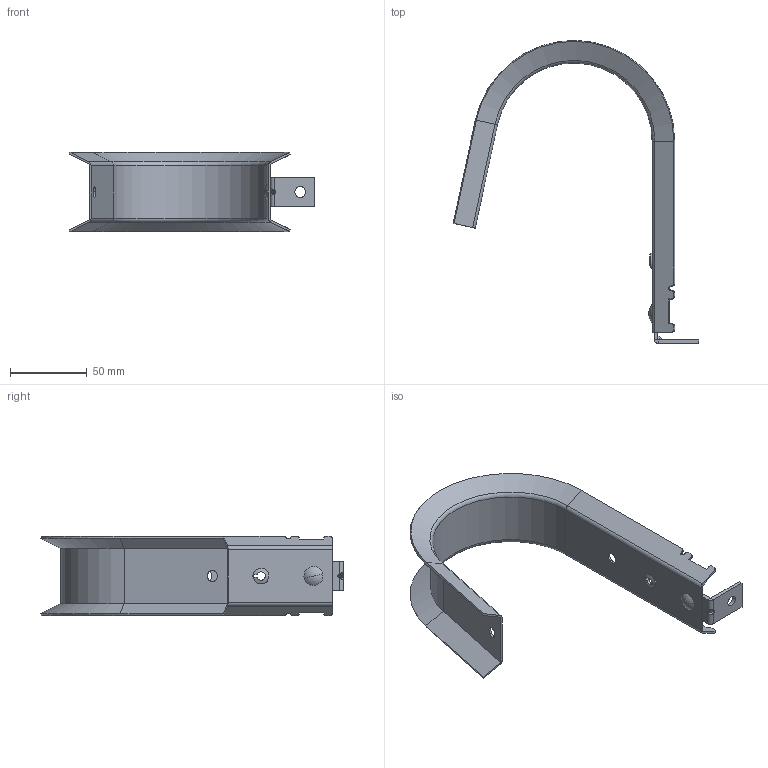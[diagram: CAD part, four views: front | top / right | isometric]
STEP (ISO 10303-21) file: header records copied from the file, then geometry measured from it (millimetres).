
FILE_DESCRIPTION (( 'STEP AP203' ), '1' );
FILE_NAME ('WJH64AC.STEP', '2024-03-05T08:37:51', ( '' ), ( '' ), 'SwSTEP 2.0', 'SolidWorks 2021', '' );
FILE_SCHEMA (( 'CONFIG_CONTROL_DESIGN' ));
Length unit declared in the file: millimetre
Products named in the file (4): oval head semi-tubular rivets gb_GB_CONNECTING_PIECE_RIVET_OHSR 6X7; WJH64AC; WJH64.step; AC.step
Assembly tree (3 placements, depth 2):
  WJH64AC
    AC.step
    oval head semi-tubular rivets gb_GB_CONNECTING_PIECE_RIVET_OHSR 6X7
    WJH64.step
Bounding box: 159.62 x 196.79 x 51.43 mm (x, y, z)
Volume: 33821.5 mm3; surface area: 50866.6 mm2
Topology: 3 solids, 3 shells, 117 faces, 299 edges, 188 vertices
Faces by surface type: plane 54, cylinder 45, cone 8, torus 4, bspline 4, sphere 2
Entity records: 4244 total; most frequent: CARTESIAN_POINT 1017, ORIENTED_EDGE 594, DIRECTION 589, EDGE_CURVE 297, AXIS2_PLACEMENT_3D 205, VERTEX_POINT 188, LINE 179, VECTOR 179
